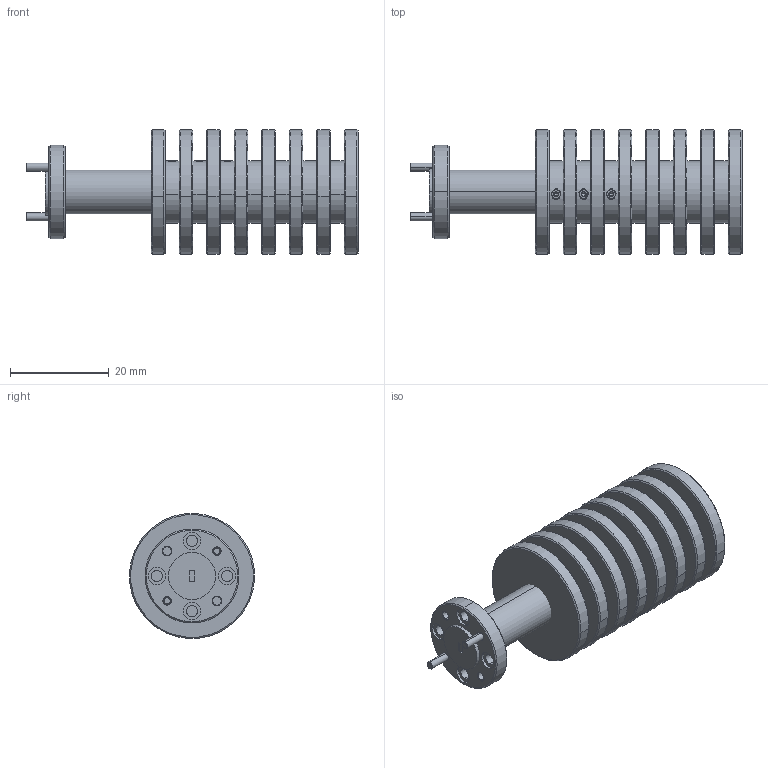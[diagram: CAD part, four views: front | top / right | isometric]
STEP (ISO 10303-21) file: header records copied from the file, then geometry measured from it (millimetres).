
FILE_DESCRIPTION (( 'STEP AP203' ), '1' );
FILE_NAME ('SWL-0837-S1.STEP', '2019-06-19T19:51:06', ( '' ), ( '' ), 'SwSTEP 2.0', 'SolidWorks 2016', '' );
FILE_SCHEMA (( 'CONFIG_CONTROL_DESIGN' ));
Length unit declared in the file: inch
Products named in the file (1): SWL-0837-S1
Bounding box: 67.37 x 25.33 x 25.33 mm (x, y, z)
Volume: 16801.2 mm3; surface area: 10717.4 mm2
Topology: 7 solids, 7 shells, 310 faces, 654 edges, 373 vertices
Faces by surface type: cone 132, cylinder 106, plane 72
Entity records: 8798 total; most frequent: CARTESIAN_POINT 2130, DIRECTION 1449, ORIENTED_EDGE 1284, EDGE_CURVE 642, AXIS2_PLACEMENT_3D 592, VERTEX_POINT 373, EDGE_LOOP 353, ADVANCED_FACE 310
